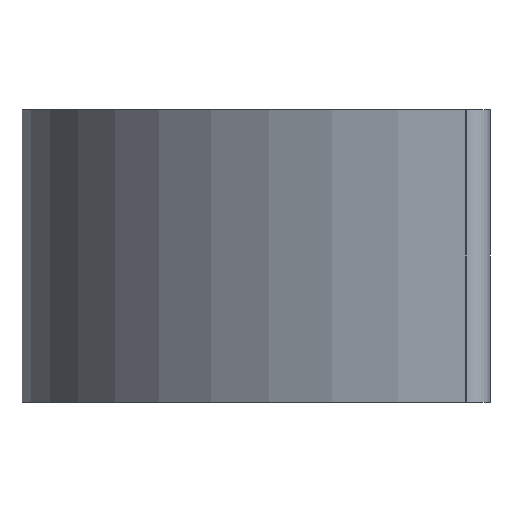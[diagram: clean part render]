
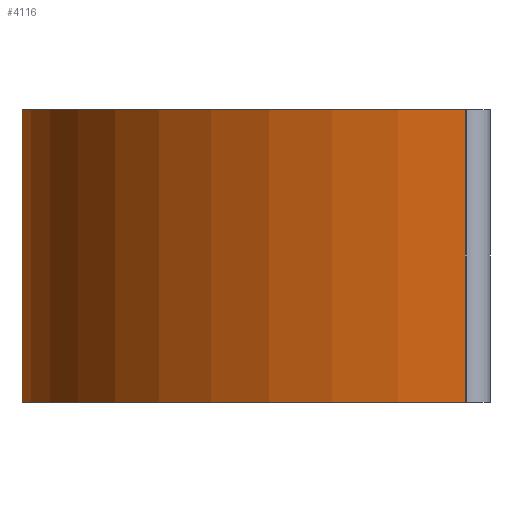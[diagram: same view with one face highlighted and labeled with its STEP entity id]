
A CAD part, left-side view. The second image highlights one B-rep face of the part: STEP entity #4116.
In plain terms, the highlighted cylindrical face has radius 80 mm (diameter 160 mm), a partial arc.
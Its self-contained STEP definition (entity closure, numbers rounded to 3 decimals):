
#73 = CARTESIAN_POINT ( 'NONE',  ( 75.41, 79.868, 25. ) ) ;
#151 = DIRECTION ( 'NONE',  ( 0., 0., -1. ) ) ;
#271 = EDGE_CURVE ( 'NONE', #1989, #5301, #4660, .T. ) ;
#410 = LINE ( 'NONE', #3829, #4593 ) ;
#425 = LINE ( 'NONE', #73, #2518 ) ;
#646 = CARTESIAN_POINT ( 'NONE',  ( 80., 0., 25. ) ) ;
#786 = EDGE_CURVE ( 'NONE', #1446, #3719, #4157, .T. ) ;
#1037 = ORIENTED_EDGE ( 'NONE', *, *, #2196, .F. ) ;
#1110 = DIRECTION ( 'NONE',  ( 0., 0., 1. ) ) ;
#1295 = AXIS2_PLACEMENT_3D ( 'NONE', #646, #151, #2627 ) ;
#1423 = CARTESIAN_POINT ( 'NONE',  ( 0.11, 4.203, 25. ) ) ;
#1446 = VERTEX_POINT ( 'NONE', #2934 ) ;
#1581 = ORIENTED_EDGE ( 'NONE', *, *, #3950, .T. ) ;
#1679 = DIRECTION ( 'NONE',  ( 0., 0., 1. ) ) ;
#1754 = CARTESIAN_POINT ( 'NONE',  ( 75.41, 79.868, 25. ) ) ;
#1976 = ORIENTED_EDGE ( 'NONE', *, *, #786, .T. ) ;
#1989 = VERTEX_POINT ( 'NONE', #1754 ) ;
#2033 = DIRECTION ( 'NONE',  ( 0., 0., -1. ) ) ;
#2196 = EDGE_CURVE ( 'NONE', #5301, #3719, #410, .T. ) ;
#2495 = CARTESIAN_POINT ( 'NONE',  ( 80., 0., -25. ) ) ;
#2518 = VECTOR ( 'NONE', #4192, 1000. ) ;
#2558 = ORIENTED_EDGE ( 'NONE', *, *, #271, .F. ) ;
#2627 = DIRECTION ( 'NONE',  ( -1., 0., 0. ) ) ;
#2653 = AXIS2_PLACEMENT_3D ( 'NONE', #5349, #1110, #3603 ) ;
#2934 = CARTESIAN_POINT ( 'NONE',  ( 75.41, 79.868, -25. ) ) ;
#3151 = CARTESIAN_POINT ( 'NONE',  ( 0.11, 4.203, -25. ) ) ;
#3603 = DIRECTION ( 'NONE',  ( -1., 0., 0. ) ) ;
#3719 = VERTEX_POINT ( 'NONE', #3151 ) ;
#3808 = AXIS2_PLACEMENT_3D ( 'NONE', #2495, #1679, #4175 ) ;
#3829 = CARTESIAN_POINT ( 'NONE',  ( 0.11, 4.203, 25. ) ) ;
#3938 = EDGE_LOOP ( 'NONE', ( #1976, #1037, #2558, #1581 ) ) ;
#3950 = EDGE_CURVE ( 'NONE', #1989, #1446, #425, .T. ) ;
#4116 = ADVANCED_FACE ( 'NONE', ( #4411 ), #5238, .T. ) ;
#4157 = CIRCLE ( 'NONE', #3808, 80. ) ;
#4175 = DIRECTION ( 'NONE',  ( -1., 0., 0. ) ) ;
#4192 = DIRECTION ( 'NONE',  ( 0., 0., -1. ) ) ;
#4411 = FACE_OUTER_BOUND ( 'NONE', #3938, .T. ) ;
#4593 = VECTOR ( 'NONE', #2033, 1000. ) ;
#4660 = CIRCLE ( 'NONE', #2653, 80. ) ;
#5238 = CYLINDRICAL_SURFACE ( 'NONE', #1295, 80. ) ;
#5301 = VERTEX_POINT ( 'NONE', #1423 ) ;
#5349 = CARTESIAN_POINT ( 'NONE',  ( 80., 0., 25. ) ) ;
